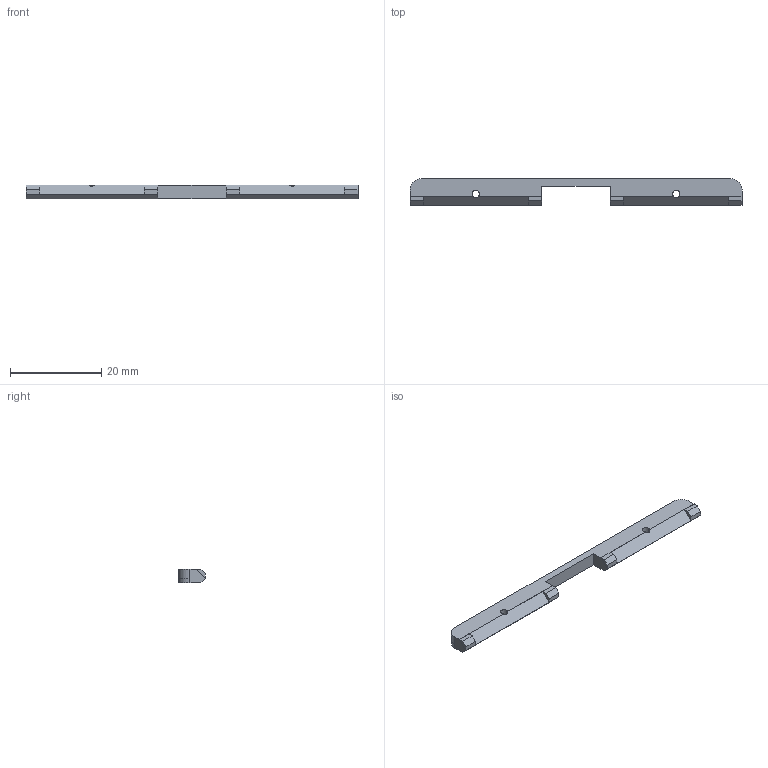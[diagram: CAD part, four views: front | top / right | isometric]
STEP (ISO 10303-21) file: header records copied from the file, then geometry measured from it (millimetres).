
FILE_DESCRIPTION (( 'STEP AP203' ), '1' );
FILE_NAME ('CardWedgePosXCutout.STEP', '2019-09-04T21:41:20', ( '' ), ( '' ), 'SwSTEP 2.0', 'SolidWorks 2018', '' );
FILE_SCHEMA (( 'CONFIG_CONTROL_DESIGN' ));
Length unit declared in the file: millimetre
Products named in the file (1): CardWedgePosXCutout
Bounding box: 72.8 x 5.9 x 3 mm (x, y, z)
Surface area: 2309.8 mm2
Topology: 4 solids, 4 shells, 58 faces, 160 edges, 106 vertices
Faces by surface type: plane 42, cylinder 16
Entity records: 1927 total; most frequent: CARTESIAN_POINT 337, ORIENTED_EDGE 320, DIRECTION 306, EDGE_CURVE 160, VECTOR 124, LINE 124, VERTEX_POINT 106, AXIS2_PLACEMENT_3D 91
